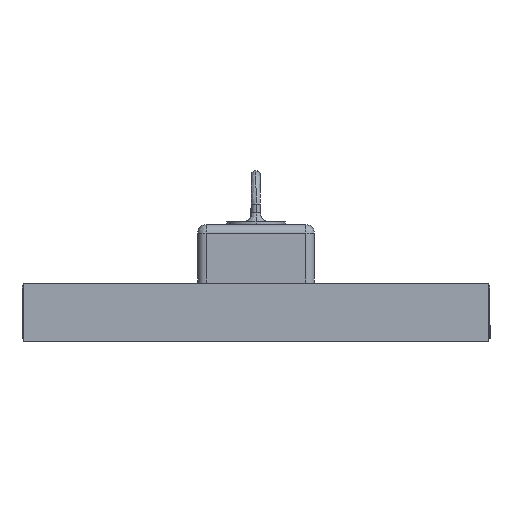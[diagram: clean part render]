
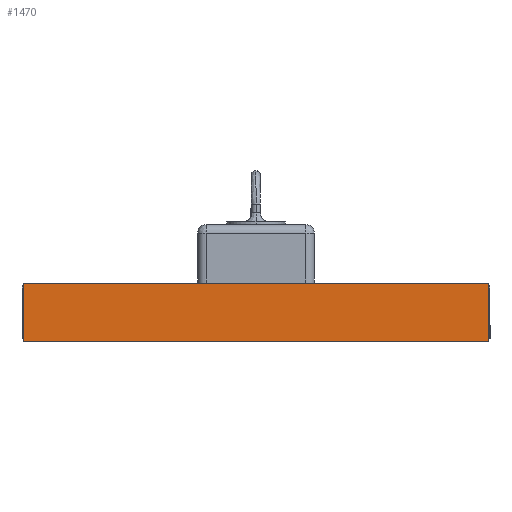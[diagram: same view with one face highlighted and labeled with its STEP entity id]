
A CAD part, left-side view. The second image highlights one B-rep face of the part: STEP entity #1470.
In plain terms, the highlighted planar face has unit normal (-1, 0, 0).
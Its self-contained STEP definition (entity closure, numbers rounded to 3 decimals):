
#511 = EDGE_CURVE ( 'NONE', #2908, #3961, #3095, .T. ) ;
#614 = CARTESIAN_POINT ( 'NONE',  ( -1.6, -0.795, 0. ) ) ;
#716 = EDGE_CURVE ( 'NONE', #3851, #1220, #1209, .T. ) ;
#827 = ORIENTED_EDGE ( 'NONE', *, *, #3707, .F. ) ;
#877 = DIRECTION ( 'NONE',  ( 0., 1., 0. ) ) ;
#928 = VECTOR ( 'NONE', #2418, 1000. ) ;
#1139 = AXIS2_PLACEMENT_3D ( 'NONE', #2861, #4208, #2556 ) ;
#1194 = VECTOR ( 'NONE', #877, 1000. ) ;
#1209 = LINE ( 'NONE', #2477, #1194 ) ;
#1220 = VERTEX_POINT ( 'NONE', #1250 ) ;
#1250 = CARTESIAN_POINT ( 'NONE',  ( -1.6, 0.795, 0.2 ) ) ;
#1322 = CARTESIAN_POINT ( 'NONE',  ( -1.6, -0.795, 0.2 ) ) ;
#1470 = ADVANCED_FACE ( 'NONE', ( #2134 ), #2470, .F. ) ;
#1521 = DIRECTION ( 'NONE',  ( 0., 0., 1. ) ) ;
#1622 = CARTESIAN_POINT ( 'NONE',  ( -1.6, 0.795, 0.2 ) ) ;
#1818 = LINE ( 'NONE', #1622, #2060 ) ;
#2060 = VECTOR ( 'NONE', #1521, 1000. ) ;
#2134 = FACE_OUTER_BOUND ( 'NONE', #2240, .T. ) ;
#2240 = EDGE_LOOP ( 'NONE', ( #3874, #2329, #4227, #827 ) ) ;
#2329 = ORIENTED_EDGE ( 'NONE', *, *, #2661, .F. ) ;
#2418 = DIRECTION ( 'NONE',  ( 0., 1., 0. ) ) ;
#2470 = PLANE ( 'NONE',  #1139 ) ;
#2477 = CARTESIAN_POINT ( 'NONE',  ( -1.6, -0.795, 0.2 ) ) ;
#2556 = DIRECTION ( 'NONE',  ( 0., 0., -1. ) ) ;
#2661 = EDGE_CURVE ( 'NONE', #3851, #2908, #3056, .T. ) ;
#2861 = CARTESIAN_POINT ( 'NONE',  ( -1.6, -0.795, 0.2 ) ) ;
#2908 = VERTEX_POINT ( 'NONE', #614 ) ;
#3056 = LINE ( 'NONE', #4035, #4002 ) ;
#3074 = DIRECTION ( 'NONE',  ( 0., 0., -1. ) ) ;
#3095 = LINE ( 'NONE', #4104, #928 ) ;
#3707 = EDGE_CURVE ( 'NONE', #3961, #1220, #1818, .T. ) ;
#3783 = CARTESIAN_POINT ( 'NONE',  ( -1.6, 0.795, 0. ) ) ;
#3851 = VERTEX_POINT ( 'NONE', #1322 ) ;
#3874 = ORIENTED_EDGE ( 'NONE', *, *, #511, .F. ) ;
#3961 = VERTEX_POINT ( 'NONE', #3783 ) ;
#4002 = VECTOR ( 'NONE', #3074, 1000. ) ;
#4035 = CARTESIAN_POINT ( 'NONE',  ( -1.6, -0.795, 0.2 ) ) ;
#4104 = CARTESIAN_POINT ( 'NONE',  ( -1.6, -0.795, 0. ) ) ;
#4208 = DIRECTION ( 'NONE',  ( 1., 0., 0. ) ) ;
#4227 = ORIENTED_EDGE ( 'NONE', *, *, #716, .T. ) ;
